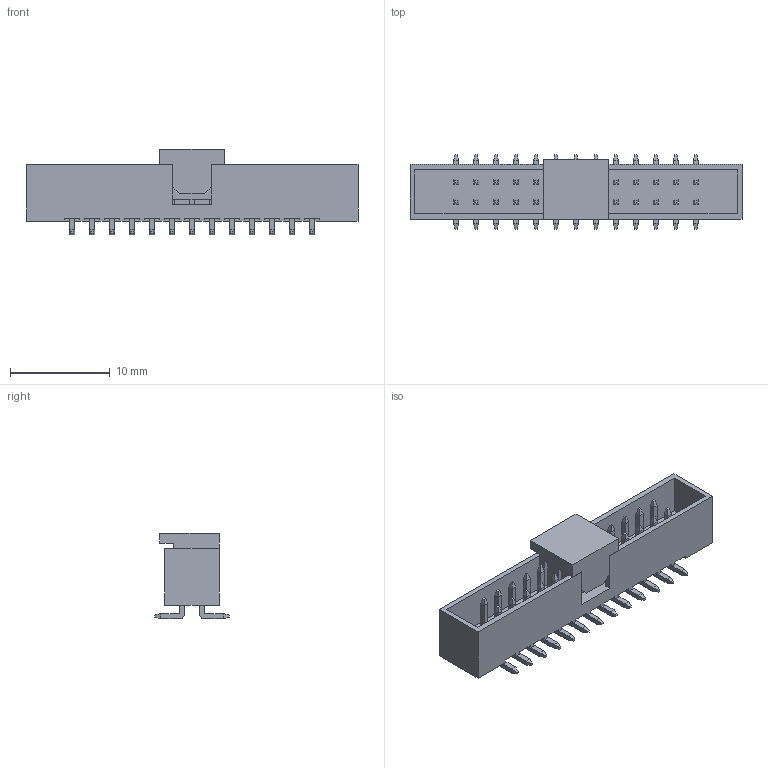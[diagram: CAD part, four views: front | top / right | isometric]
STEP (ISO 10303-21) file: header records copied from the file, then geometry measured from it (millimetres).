
FILE_DESCRIPTION( ( 'Unknown' ), '1' );
FILE_NAME( '62502620621.stp', 'Unknown', ( 'Unknown' ), ( 'Unknown' ), 'PSStep 15.0.49', 'Unknown', ' ' );
FILE_SCHEMA( ( 'AUTOMOTIVE_DESIGN { 1 0 10303 214 1 1 1 1 }' ) );
Length unit declared in the file: millimetre
Products named in the file (4): Assem1; 62502621621; 6253xx20621_PIN; 6253xx20621_PAD
Assembly tree (28 placements, depth 2):
  Assem1
    62502621621
    6253xx20621_PIN  x26
    6253xx20621_PAD
Bounding box: 33.25 x 7.5 x 8.55 mm (x, y, z)
Volume: 603.1 mm3; surface area: 1928.6 mm2
Topology: 28 solids, 28 shells, 744 faces, 1856 edges, 1168 vertices
Faces by surface type: plane 718, cylinder 26
Entity records: 13249 total; most frequent: CARTESIAN_POINT 1897, ORIENTED_EDGE 1862, DIRECTION 1629, EDGE_CURVE 931, LINE 929, VECTOR 929, VERTEX_POINT 618, EDGE_LOOP 371
